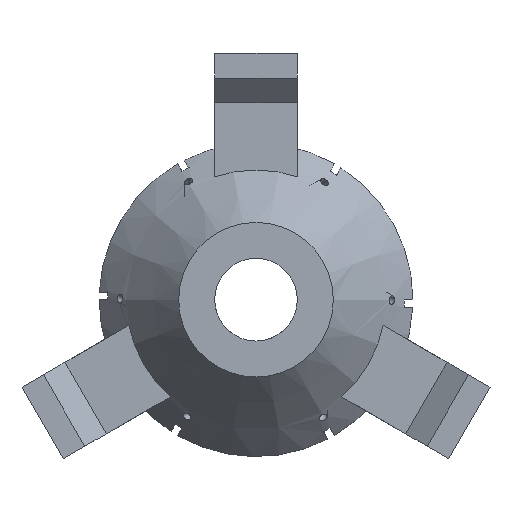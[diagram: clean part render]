
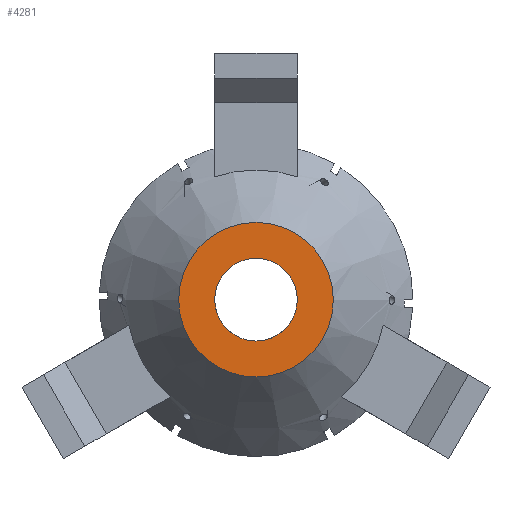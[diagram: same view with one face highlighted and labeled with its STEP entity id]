
A CAD part, front view. The second image highlights one B-rep face of the part: STEP entity #4281.
In plain terms, the highlighted planar face has unit normal (0, -1, 0).
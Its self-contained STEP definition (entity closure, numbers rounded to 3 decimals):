
#32=FACE_BOUND('',#699,.T.);
#151=CIRCLE('',#4363,9.358);
#219=CIRCLE('',#4545,5.);
#479=FACE_OUTER_BOUND('',#698,.T.);
#698=EDGE_LOOP('',(#3786));
#699=EDGE_LOOP('',(#3787));
#1638=VERTEX_POINT('',#6030);
#1864=VERTEX_POINT('',#6921);
#2078=EDGE_CURVE('',#1638,#1638,#151,.T.);
#2400=EDGE_CURVE('',#1864,#1864,#219,.T.);
#3786=ORIENTED_EDGE('',*,*,#2078,.F.);
#3787=ORIENTED_EDGE('',*,*,#2400,.T.);
#4070=PLANE('',#4641);
#4281=ADVANCED_FACE('',(#479,#32),#4070,.T.);
#4363=AXIS2_PLACEMENT_3D('',#6032,#4799,#4800);
#4545=AXIS2_PLACEMENT_3D('',#6923,#5362,#5363);
#4641=AXIS2_PLACEMENT_3D('',#7402,#5695,#5696);
#4799=DIRECTION('center_axis',(0.,1.,0.));
#4800=DIRECTION('ref_axis',(1.,0.,0.));
#5362=DIRECTION('center_axis',(0.,1.,0.));
#5363=DIRECTION('ref_axis',(1.,0.,0.));
#5695=DIRECTION('center_axis',(0.,-1.,0.));
#5696=DIRECTION('ref_axis',(0.,0.,-1.));
#6030=CARTESIAN_POINT('',(9.358,-11.491,0.));
#6032=CARTESIAN_POINT('Origin',(0.,-11.491,0.));
#6921=CARTESIAN_POINT('',(5.,-11.491,0.));
#6923=CARTESIAN_POINT('Origin',(0.,-11.491,0.));
#7402=CARTESIAN_POINT('Origin',(-9.358,-11.491,0.));
